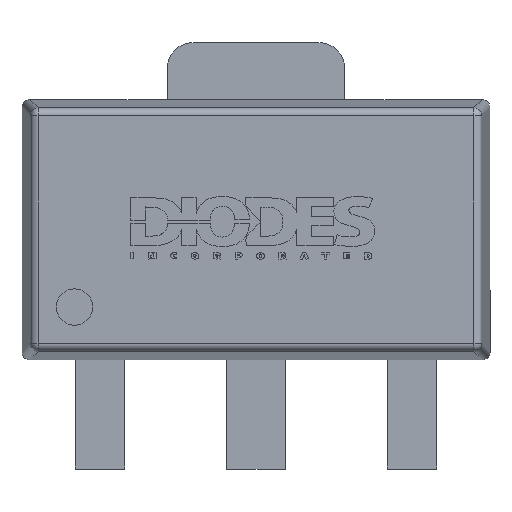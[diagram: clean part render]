
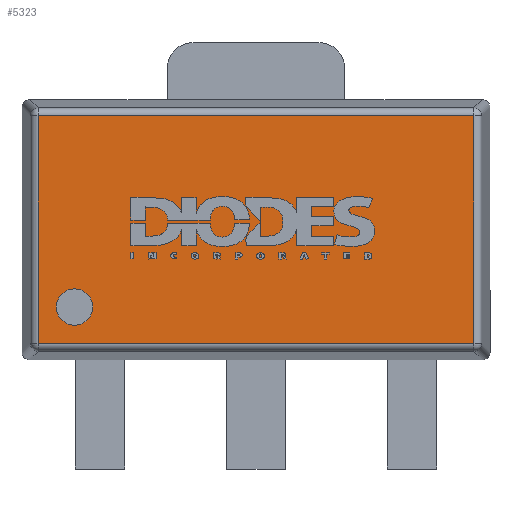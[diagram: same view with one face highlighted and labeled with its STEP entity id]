
A CAD part, top view. The second image highlights one B-rep face of the part: STEP entity #5323.
In plain terms, the highlighted planar face has unit normal (0, 0, 1).
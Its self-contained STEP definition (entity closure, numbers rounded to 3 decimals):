
#90 = EDGE_LOOP ( 'NONE', ( #11058, #9783, #1908, #3018 ) ) ;
#442 = CARTESIAN_POINT ( 'NONE',  ( -2.095, -1.095, 1.6 ) ) ;
#480 = CARTESIAN_POINT ( 'NONE',  ( -2.095, 0., 1.6 ) ) ;
#561 = CARTESIAN_POINT ( 'NONE',  ( 2.095, 0., 1.6 ) ) ;
#996 = VERTEX_POINT ( 'NONE', #442 ) ;
#1629 = CARTESIAN_POINT ( 'NONE',  ( 0., 1.095, 1.6 ) ) ;
#1771 = EDGE_LOOP ( 'NONE', ( #7567, #8723 ) ) ;
#1908 = ORIENTED_EDGE ( 'NONE', *, *, #3855, .T. ) ;
#2030 = VERTEX_POINT ( 'NONE', #9876 ) ;
#2040 = VECTOR ( 'NONE', #10233, 1000. ) ;
#2374 = CARTESIAN_POINT ( 'NONE',  ( 2.095, -1.095, 1.6 ) ) ;
#2588 = CIRCLE ( 'NONE', #10123, 0.175 ) ;
#2591 = LINE ( 'NONE', #1629, #2040 ) ;
#2666 = DIRECTION ( 'NONE',  ( 1., 0., 0. ) ) ;
#3018 = ORIENTED_EDGE ( 'NONE', *, *, #6890, .T. ) ;
#3417 = DIRECTION ( 'NONE',  ( 1., 0., 0. ) ) ;
#3517 = FACE_BOUND ( 'NONE', #1771, .T. ) ;
#3707 = LINE ( 'NONE', #480, #4717 ) ;
#3855 = EDGE_CURVE ( 'NONE', #6252, #996, #3707, .T. ) ;
#3960 = LINE ( 'NONE', #561, #8430 ) ;
#4117 = EDGE_CURVE ( 'NONE', #2030, #6035, #6659, .T. ) ;
#4423 = DIRECTION ( 'NONE',  ( 0., 0., 1. ) ) ;
#4564 = VERTEX_POINT ( 'NONE', #5657 ) ;
#4717 = VECTOR ( 'NONE', #10554, 1000. ) ;
#4750 = DIRECTION ( 'NONE',  ( 0., 1., 0. ) ) ;
#5038 = EDGE_CURVE ( 'NONE', #6035, #2030, #2588, .T. ) ;
#5300 = AXIS2_PLACEMENT_3D ( 'NONE', #7675, #4423, #2666 ) ;
#5323 = ADVANCED_FACE ( 'NONE', ( #3517, #10356 ), #8565, .T. ) ;
#5657 = CARTESIAN_POINT ( 'NONE',  ( 2.095, 1.095, 1.6 ) ) ;
#5968 = CARTESIAN_POINT ( 'NONE',  ( 0., -1.095, 1.6 ) ) ;
#6035 = VERTEX_POINT ( 'NONE', #6845 ) ;
#6150 = EDGE_CURVE ( 'NONE', #10177, #4564, #3960, .T. ) ;
#6252 = VERTEX_POINT ( 'NONE', #9801 ) ;
#6659 = CIRCLE ( 'NONE', #8965, 0.175 ) ;
#6845 = CARTESIAN_POINT ( 'NONE',  ( -1.92, -0.745, 1.6 ) ) ;
#6890 = EDGE_CURVE ( 'NONE', #996, #10177, #11040, .T. ) ;
#7567 = ORIENTED_EDGE ( 'NONE', *, *, #4117, .F. ) ;
#7675 = CARTESIAN_POINT ( 'NONE',  ( 0., 0., 1.6 ) ) ;
#7686 = CARTESIAN_POINT ( 'NONE',  ( -1.745, -0.745, 1.6 ) ) ;
#8430 = VECTOR ( 'NONE', #4750, 1000. ) ;
#8565 = PLANE ( 'NONE',  #5300 ) ;
#8723 = ORIENTED_EDGE ( 'NONE', *, *, #5038, .F. ) ;
#8751 = DIRECTION ( 'NONE',  ( 0., 0., 1. ) ) ;
#8801 = VECTOR ( 'NONE', #9371, 1000. ) ;
#8965 = AXIS2_PLACEMENT_3D ( 'NONE', #7686, #11108, #3417 ) ;
#9371 = DIRECTION ( 'NONE',  ( 1., 0., 0. ) ) ;
#9491 = DIRECTION ( 'NONE',  ( 1., 0., 0. ) ) ;
#9783 = ORIENTED_EDGE ( 'NONE', *, *, #10373, .T. ) ;
#9801 = CARTESIAN_POINT ( 'NONE',  ( -2.095, 1.095, 1.6 ) ) ;
#9876 = CARTESIAN_POINT ( 'NONE',  ( -1.57, -0.745, 1.6 ) ) ;
#10123 = AXIS2_PLACEMENT_3D ( 'NONE', #10426, #8751, #9491 ) ;
#10177 = VERTEX_POINT ( 'NONE', #2374 ) ;
#10233 = DIRECTION ( 'NONE',  ( -1., 0., 0. ) ) ;
#10356 = FACE_OUTER_BOUND ( 'NONE', #90, .T. ) ;
#10373 = EDGE_CURVE ( 'NONE', #4564, #6252, #2591, .T. ) ;
#10426 = CARTESIAN_POINT ( 'NONE',  ( -1.745, -0.745, 1.6 ) ) ;
#10554 = DIRECTION ( 'NONE',  ( 0., -1., 0. ) ) ;
#11040 = LINE ( 'NONE', #5968, #8801 ) ;
#11058 = ORIENTED_EDGE ( 'NONE', *, *, #6150, .T. ) ;
#11108 = DIRECTION ( 'NONE',  ( 0., 0., 1. ) ) ;
